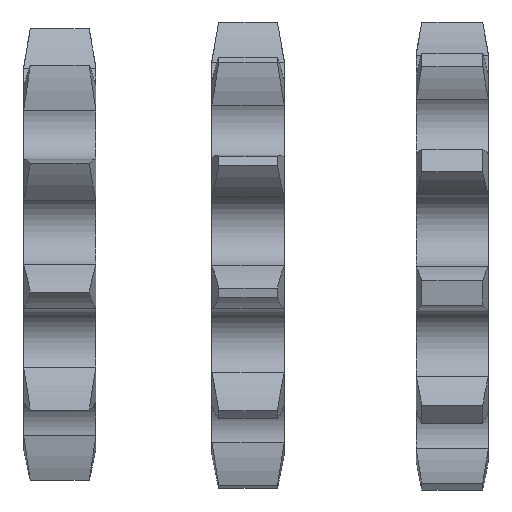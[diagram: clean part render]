
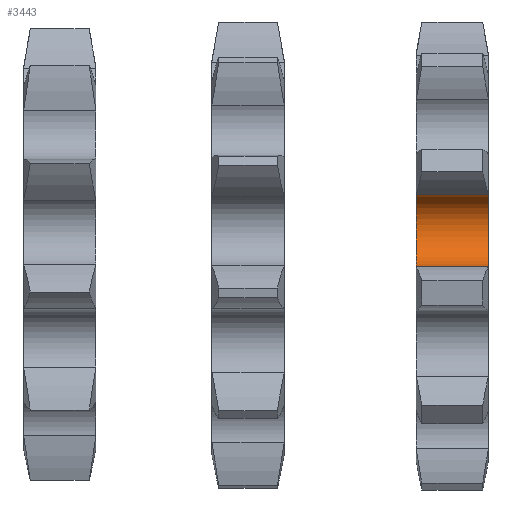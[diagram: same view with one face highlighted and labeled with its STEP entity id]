
A CAD part, left-side view. The second image highlights one B-rep face of the part: STEP entity #3443.
In plain terms, the highlighted free-form (B-spline) face has degree [2, 1] with [5, 2] control points.
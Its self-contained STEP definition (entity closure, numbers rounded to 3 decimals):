
#1734 = VERTEX_POINT('',#1735);
#1735 = CARTESIAN_POINT('',(-165.943,-139.58,
    32.912));
#1741 = EDGE_CURVE('',#1734,#1742,#1744,.T.);
#1742 = VERTEX_POINT('',#1743);
#1743 = CARTESIAN_POINT('',(-167.426,-139.58,
    22.593));
#1744 = ( BOUNDED_CURVE() B_SPLINE_CURVE(2,(#1745,#1746,#1747,#1748,
#1749),.UNSPECIFIED.,.F.,.F.) B_SPLINE_CURVE_WITH_KNOTS((3,2,3),(
    0.317,1.714,3.11),
.PIECEWISE_BEZIER_KNOTS.) CURVE() GEOMETRIC_REPRESENTATION_ITEM() 
RATIONAL_B_SPLINE_CURVE((1.,0.766,1.,0.766,1.)) 
REPRESENTATION_ITEM('') );
#1745 = CARTESIAN_POINT('',(-165.943,-139.58,
    32.912));
#1746 = CARTESIAN_POINT('',(-161.723,-139.58,
    31.526));
#1747 = CARTESIAN_POINT('',(-162.355,-139.58,
    27.13));
#1748 = CARTESIAN_POINT('',(-162.987,-139.58,
    22.734));
#1749 = CARTESIAN_POINT('',(-167.426,-139.58,
    22.593));
#2485 = VERTEX_POINT('',#2486);
#2486 = CARTESIAN_POINT('',(-167.426,-129.238,
    22.593));
#2492 = EDGE_CURVE('',#2493,#2485,#2495,.T.);
#2493 = VERTEX_POINT('',#2494);
#2494 = CARTESIAN_POINT('',(-165.943,-129.238,
    32.912));
#2495 = ( BOUNDED_CURVE() B_SPLINE_CURVE(2,(#2496,#2497,#2498,#2499,
#2500),.UNSPECIFIED.,.F.,.F.) B_SPLINE_CURVE_WITH_KNOTS((3,2,3),(
    0.317,1.714,3.11),
.PIECEWISE_BEZIER_KNOTS.) CURVE() GEOMETRIC_REPRESENTATION_ITEM() 
RATIONAL_B_SPLINE_CURVE((1.,0.766,1.,0.766,1.)) 
REPRESENTATION_ITEM('') );
#2496 = CARTESIAN_POINT('',(-165.943,-129.238,
    32.912));
#2497 = CARTESIAN_POINT('',(-161.723,-129.238,
    31.526));
#2498 = CARTESIAN_POINT('',(-162.355,-129.238,
    27.13));
#2499 = CARTESIAN_POINT('',(-162.987,-129.238,
    22.734));
#2500 = CARTESIAN_POINT('',(-167.426,-129.238,
    22.593));
#3158 = EDGE_CURVE('',#2485,#1742,#3159,.T.);
#3159 = B_SPLINE_CURVE_WITH_KNOTS('',1,(#3160,#3161),.UNSPECIFIED.,.F.,
  .F.,(2,2),(0.05,7.9),.PIECEWISE_BEZIER_KNOTS.);
#3160 = CARTESIAN_POINT('',(-167.426,-129.238,
    22.593));
#3161 = CARTESIAN_POINT('',(-167.426,-139.58,
    22.593));
#3183 = EDGE_CURVE('',#2493,#1734,#3184,.T.);
#3184 = B_SPLINE_CURVE_WITH_KNOTS('',1,(#3185,#3186),.UNSPECIFIED.,.F.,
  .F.,(2,2),(0.05,7.9),.PIECEWISE_BEZIER_KNOTS.);
#3185 = CARTESIAN_POINT('',(-165.943,-129.238,
    32.912));
#3186 = CARTESIAN_POINT('',(-165.943,-139.58,
    32.912));
#3443 = ADVANCED_FACE('',(#3444),#3450,.F.);
#3444 = FACE_BOUND('',#3445,.F.);
#3445 = EDGE_LOOP('',(#3446,#3447,#3448,#3449));
#3446 = ORIENTED_EDGE('',*,*,#3158,.F.);
#3447 = ORIENTED_EDGE('',*,*,#2492,.F.);
#3448 = ORIENTED_EDGE('',*,*,#3183,.T.);
#3449 = ORIENTED_EDGE('',*,*,#1741,.T.);
#3450 = ( BOUNDED_SURFACE() B_SPLINE_SURFACE(2,1,(
    (#3451,#3452)
    ,(#3453,#3454)
    ,(#3455,#3456)
    ,(#3457,#3458)
    ,(#3459,#3460
)),.UNSPECIFIED.,.F.,.F.,.F.) B_SPLINE_SURFACE_WITH_KNOTS((3,2,3),(2,2),
  (1.745,3.142,4.538),(0.05,7.9),
.PIECEWISE_BEZIER_KNOTS.) GEOMETRIC_REPRESENTATION_ITEM() 
RATIONAL_B_SPLINE_SURFACE((
    (1.,1.)
    ,(0.766,0.766)
    ,(1.,1.)
    ,(0.766,0.766)
,(1.,1.))) REPRESENTATION_ITEM('') SURFACE() );
#3451 = CARTESIAN_POINT('',(-167.426,-129.238,
    22.593));
#3452 = CARTESIAN_POINT('',(-167.426,-139.58,
    22.593));
#3453 = CARTESIAN_POINT('',(-162.987,-129.238,
    22.734));
#3454 = CARTESIAN_POINT('',(-162.987,-139.58,
    22.734));
#3455 = CARTESIAN_POINT('',(-162.355,-129.238,
    27.13));
#3456 = CARTESIAN_POINT('',(-162.355,-139.58,
    27.13));
#3457 = CARTESIAN_POINT('',(-161.723,-129.238,
    31.526));
#3458 = CARTESIAN_POINT('',(-161.723,-139.58,
    31.526));
#3459 = CARTESIAN_POINT('',(-165.943,-129.238,
    32.912));
#3460 = CARTESIAN_POINT('',(-165.943,-139.58,
    32.912));
